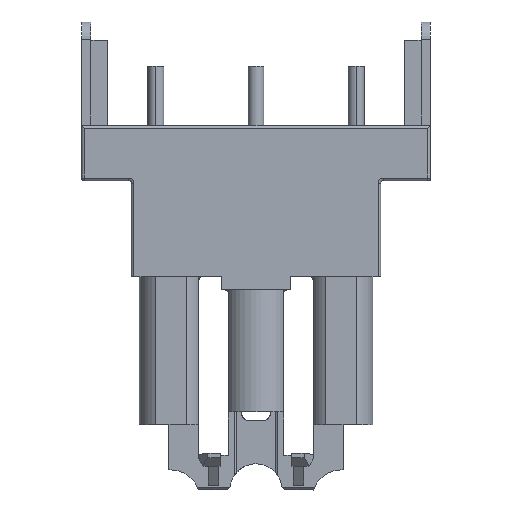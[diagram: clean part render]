
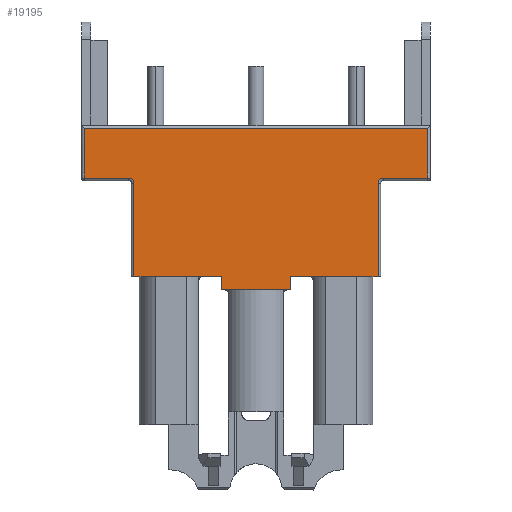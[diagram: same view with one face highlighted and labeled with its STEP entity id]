
A CAD part, front view. The second image highlights one B-rep face of the part: STEP entity #19195.
In plain terms, the highlighted planar face has unit normal (0, -1, 0).
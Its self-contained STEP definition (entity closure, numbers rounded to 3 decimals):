
#131 = CARTESIAN_POINT ( 'NONE',  ( -6.502, -10.345, 14.5 ) ) ;
#218 = LINE ( 'NONE', #17644, #8153 ) ;
#264 = LINE ( 'NONE', #6142, #15634 ) ;
#304 = VECTOR ( 'NONE', #12047, 1000. ) ;
#319 = VECTOR ( 'NONE', #1640, 1000. ) ;
#357 = LINE ( 'NONE', #14522, #3402 ) ;
#1621 = CARTESIAN_POINT ( 'NONE',  ( -6.502, -10.345, 13. ) ) ;
#1640 = DIRECTION ( 'NONE',  ( 1., 0., 0. ) ) ;
#1741 = EDGE_CURVE ( 'NONE', #5600, #15802, #15947, .T. ) ;
#1774 = CARTESIAN_POINT ( 'NONE',  ( -2.502, -10.345, 13.825 ) ) ;
#1888 = CARTESIAN_POINT ( 'NONE',  ( -6.502, -10.345, 14.5 ) ) ;
#1905 = ORIENTED_EDGE ( 'NONE', *, *, #7917, .F. ) ;
#1977 = DIRECTION ( 'NONE',  ( 0., 1., 0. ) ) ;
#2091 = VERTEX_POINT ( 'NONE', #16796 ) ;
#2209 = EDGE_CURVE ( 'NONE', #2091, #17365, #357, .T. ) ;
#2340 = VECTOR ( 'NONE', #16211, 1000. ) ;
#2746 = LINE ( 'NONE', #1888, #6717 ) ;
#3166 = EDGE_CURVE ( 'NONE', #9266, #18345, #264, .T. ) ;
#3270 = DIRECTION ( 'NONE',  ( 0., 0., -1. ) ) ;
#3305 = AXIS2_PLACEMENT_3D ( 'NONE', #10910, #1977, #12404 ) ;
#3384 = CARTESIAN_POINT ( 'NONE',  ( -6.502, -10.345, 31.5 ) ) ;
#3402 = VECTOR ( 'NONE', #12659, 1000. ) ;
#3641 = ORIENTED_EDGE ( 'NONE', *, *, #5184, .T. ) ;
#3645 = VERTEX_POINT ( 'NONE', #16394 ) ;
#3807 = LINE ( 'NONE', #1774, #15223 ) ;
#4099 = CARTESIAN_POINT ( 'NONE',  ( -20.502, -10.345, 22.175 ) ) ;
#4291 = AXIS2_PLACEMENT_3D ( 'NONE', #4936, #15334, #6432 ) ;
#4936 = CARTESIAN_POINT ( 'NONE',  ( -28.602, -10.345, 12.16 ) ) ;
#4975 = VECTOR ( 'NONE', #17210, 1000. ) ;
#5184 = EDGE_CURVE ( 'NONE', #15335, #7061, #8235, .T. ) ;
#5310 = CARTESIAN_POINT ( 'NONE',  ( -10.502, -10.345, 13.825 ) ) ;
#5319 = EDGE_CURVE ( 'NONE', #11005, #2091, #12861, .T. ) ;
#5329 = ORIENTED_EDGE ( 'NONE', *, *, #5319, .T. ) ;
#5540 = ORIENTED_EDGE ( 'NONE', *, *, #16275, .T. ) ;
#5600 = VERTEX_POINT ( 'NONE', #10782 ) ;
#6142 = CARTESIAN_POINT ( 'NONE',  ( 7.498, -10.345, 22.175 ) ) ;
#6256 = CARTESIAN_POINT ( 'NONE',  ( 13.198, -10.345, 22.175 ) ) ;
#6376 = PLANE ( 'NONE',  #4291 ) ;
#6432 = DIRECTION ( 'NONE',  ( 1., 0., 0. ) ) ;
#6633 = CARTESIAN_POINT ( 'NONE',  ( -20.502, -10.345, 14.5 ) ) ;
#6717 = VECTOR ( 'NONE', #10751, 1000. ) ;
#6813 = LINE ( 'NONE', #5310, #4975 ) ;
#7061 = VERTEX_POINT ( 'NONE', #13449 ) ;
#7291 = CARTESIAN_POINT ( 'NONE',  ( -6.502, -10.345, 25.8 ) ) ;
#7471 = CARTESIAN_POINT ( 'NONE',  ( -10.502, -10.345, 14.5 ) ) ;
#7564 = EDGE_CURVE ( 'NONE', #11429, #9266, #12216, .T. ) ;
#7625 = EDGE_CURVE ( 'NONE', #11429, #7061, #3807, .T. ) ;
#7809 = DIRECTION ( 'NONE',  ( 0., 1., 0. ) ) ;
#7917 = EDGE_CURVE ( 'NONE', #15335, #9708, #6813, .T. ) ;
#8067 = VECTOR ( 'NONE', #18693, 1000. ) ;
#8153 = VECTOR ( 'NONE', #19058, 1000. ) ;
#8235 = LINE ( 'NONE', #1621, #304 ) ;
#8494 = VERTEX_POINT ( 'NONE', #14210 ) ;
#8942 = VECTOR ( 'NONE', #15284, 1000. ) ;
#9179 = CIRCLE ( 'NONE', #13620, 0.6 ) ;
#9266 = VERTEX_POINT ( 'NONE', #10572 ) ;
#9325 = EDGE_CURVE ( 'NONE', #15802, #9708, #2746, .T. ) ;
#9708 = VERTEX_POINT ( 'NONE', #7471 ) ;
#10207 = EDGE_CURVE ( 'NONE', #3645, #8494, #218, .T. ) ;
#10572 = CARTESIAN_POINT ( 'NONE',  ( 7.498, -10.345, 14.5 ) ) ;
#10689 = ORIENTED_EDGE ( 'NONE', *, *, #7564, .T. ) ;
#10742 = VECTOR ( 'NONE', #15145, 1000. ) ;
#10751 = DIRECTION ( 'NONE',  ( 1., 0., 0. ) ) ;
#10782 = CARTESIAN_POINT ( 'NONE',  ( -20.502, -10.345, 25.2 ) ) ;
#10910 = CARTESIAN_POINT ( 'NONE',  ( 8.098, -10.345, 25.2 ) ) ;
#11005 = VERTEX_POINT ( 'NONE', #11993 ) ;
#11342 = CIRCLE ( 'NONE', #3305, 0.6 ) ;
#11429 = VERTEX_POINT ( 'NONE', #15980 ) ;
#11993 = CARTESIAN_POINT ( 'NONE',  ( 13.198, -10.345, 31.5 ) ) ;
#12047 = DIRECTION ( 'NONE',  ( 1., 0., 0. ) ) ;
#12216 = LINE ( 'NONE', #131, #319 ) ;
#12404 = DIRECTION ( 'NONE',  ( 1., 0., 0. ) ) ;
#12659 = DIRECTION ( 'NONE',  ( 0., 0., -1. ) ) ;
#12737 = VERTEX_POINT ( 'NONE', #18010 ) ;
#12861 = LINE ( 'NONE', #3384, #8942 ) ;
#12940 = ORIENTED_EDGE ( 'NONE', *, *, #7625, .F. ) ;
#13083 = CARTESIAN_POINT ( 'NONE',  ( 7.498, -10.345, 25.2 ) ) ;
#13158 = ORIENTED_EDGE ( 'NONE', *, *, #9325, .T. ) ;
#13234 = EDGE_LOOP ( 'NONE', ( #12940, #10689, #14757, #5540, #18149, #18281, #5329, #17741, #18339, #17743, #18250, #13158, #1905, #3641 ) ) ;
#13449 = CARTESIAN_POINT ( 'NONE',  ( -2.502, -10.345, 13. ) ) ;
#13620 = AXIS2_PLACEMENT_3D ( 'NONE', #16716, #7809, #18182 ) ;
#14197 = LINE ( 'NONE', #6256, #10742 ) ;
#14210 = CARTESIAN_POINT ( 'NONE',  ( 13.198, -10.345, 25.8 ) ) ;
#14522 = CARTESIAN_POINT ( 'NONE',  ( -26.202, -10.345, 22.175 ) ) ;
#14757 = ORIENTED_EDGE ( 'NONE', *, *, #3166, .T. ) ;
#14823 = EDGE_CURVE ( 'NONE', #12737, #5600, #9179, .T. ) ;
#14866 = FACE_OUTER_BOUND ( 'NONE', #13234, .T. ) ;
#15145 = DIRECTION ( 'NONE',  ( 0., 0., 1. ) ) ;
#15223 = VECTOR ( 'NONE', #3270, 1000. ) ;
#15284 = DIRECTION ( 'NONE',  ( -1., 0., 0. ) ) ;
#15334 = DIRECTION ( 'NONE',  ( 0., -1., 0. ) ) ;
#15335 = VERTEX_POINT ( 'NONE', #18225 ) ;
#15634 = VECTOR ( 'NONE', #18023, 1000. ) ;
#15647 = EDGE_CURVE ( 'NONE', #8494, #11005, #14197, .T. ) ;
#15659 = CARTESIAN_POINT ( 'NONE',  ( -26.202, -10.345, 25.8 ) ) ;
#15802 = VERTEX_POINT ( 'NONE', #6633 ) ;
#15947 = LINE ( 'NONE', #4099, #8067 ) ;
#15980 = CARTESIAN_POINT ( 'NONE',  ( -2.502, -10.345, 14.5 ) ) ;
#16211 = DIRECTION ( 'NONE',  ( 1., 0., 0. ) ) ;
#16275 = EDGE_CURVE ( 'NONE', #18345, #3645, #11342, .T. ) ;
#16394 = CARTESIAN_POINT ( 'NONE',  ( 8.098, -10.345, 25.8 ) ) ;
#16716 = CARTESIAN_POINT ( 'NONE',  ( -21.102, -10.345, 25.2 ) ) ;
#16796 = CARTESIAN_POINT ( 'NONE',  ( -26.202, -10.345, 31.5 ) ) ;
#17210 = DIRECTION ( 'NONE',  ( 0., 0., 1. ) ) ;
#17365 = VERTEX_POINT ( 'NONE', #15659 ) ;
#17644 = CARTESIAN_POINT ( 'NONE',  ( -6.502, -10.345, 25.8 ) ) ;
#17712 = LINE ( 'NONE', #7291, #2340 ) ;
#17741 = ORIENTED_EDGE ( 'NONE', *, *, #2209, .T. ) ;
#17743 = ORIENTED_EDGE ( 'NONE', *, *, #14823, .T. ) ;
#18010 = CARTESIAN_POINT ( 'NONE',  ( -21.102, -10.345, 25.8 ) ) ;
#18023 = DIRECTION ( 'NONE',  ( 0., 0., 1. ) ) ;
#18149 = ORIENTED_EDGE ( 'NONE', *, *, #10207, .T. ) ;
#18182 = DIRECTION ( 'NONE',  ( 0., 0., 1. ) ) ;
#18225 = CARTESIAN_POINT ( 'NONE',  ( -10.502, -10.345, 13. ) ) ;
#18250 = ORIENTED_EDGE ( 'NONE', *, *, #1741, .T. ) ;
#18281 = ORIENTED_EDGE ( 'NONE', *, *, #15647, .T. ) ;
#18339 = ORIENTED_EDGE ( 'NONE', *, *, #18409, .T. ) ;
#18345 = VERTEX_POINT ( 'NONE', #13083 ) ;
#18409 = EDGE_CURVE ( 'NONE', #17365, #12737, #17712, .T. ) ;
#18693 = DIRECTION ( 'NONE',  ( 0., 0., -1. ) ) ;
#19058 = DIRECTION ( 'NONE',  ( 1., 0., 0. ) ) ;
#19195 = ADVANCED_FACE ( 'F110', ( #14866 ), #6376, .T. ) ;
